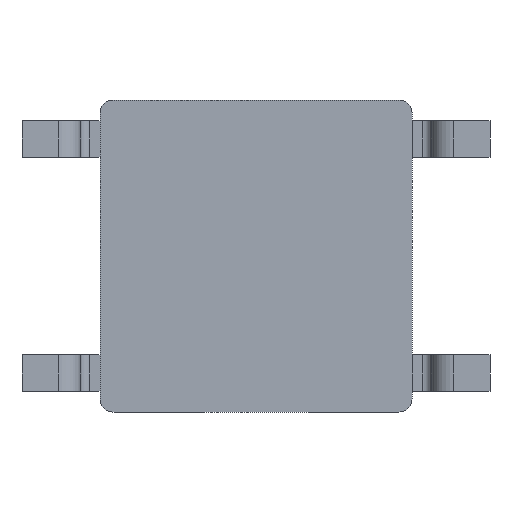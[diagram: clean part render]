
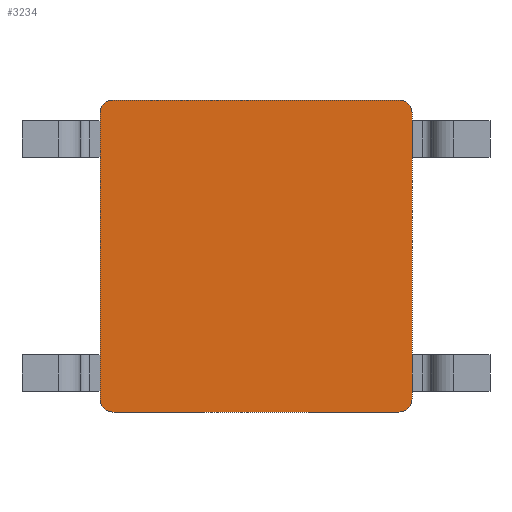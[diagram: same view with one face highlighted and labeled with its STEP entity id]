
A CAD part, front view. The second image highlights one B-rep face of the part: STEP entity #3234.
In plain terms, the highlighted planar face has unit normal (0, -1, 0).
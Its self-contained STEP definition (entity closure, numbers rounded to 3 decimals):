
#14 = VECTOR ( 'NONE', #2216, 1000. ) ;
#60 = CIRCLE ( 'NONE', #2711, 0.25 ) ;
#70 = LINE ( 'NONE', #2124, #14 ) ;
#84 = VECTOR ( 'NONE', #319, 1000. ) ;
#123 = FACE_OUTER_BOUND ( 'NONE', #477, .T. ) ;
#165 = CARTESIAN_POINT ( 'NONE',  ( -3., 0., 3. ) ) ;
#288 = DIRECTION ( 'NONE',  ( 0., -1., 0. ) ) ;
#319 = DIRECTION ( 'NONE',  ( 0., 0., -1. ) ) ;
#329 = ORIENTED_EDGE ( 'NONE', *, *, #2182, .T. ) ;
#475 = EDGE_CURVE ( 'NONE', #2050, #2739, #600, .T. ) ;
#477 = EDGE_LOOP ( 'NONE', ( #1787, #1728, #2817, #329, #3453, #2823, #2522, #1248 ) ) ;
#499 = DIRECTION ( 'NONE',  ( 0., 0., 1. ) ) ;
#568 = CARTESIAN_POINT ( 'NONE',  ( 3., 0., 3. ) ) ;
#583 = CIRCLE ( 'NONE', #3035, 0.25 ) ;
#600 = LINE ( 'NONE', #3775, #84 ) ;
#699 = DIRECTION ( 'NONE',  ( 0., 1., 0. ) ) ;
#801 = CARTESIAN_POINT ( 'NONE',  ( -2.75, 0., -2.75 ) ) ;
#936 = EDGE_CURVE ( 'NONE', #1307, #3709, #2571, .T. ) ;
#1080 = DIRECTION ( 'NONE',  ( 0., 0., 1. ) ) ;
#1182 = CIRCLE ( 'NONE', #2717, 0.25 ) ;
#1248 = ORIENTED_EDGE ( 'NONE', *, *, #3651, .T. ) ;
#1307 = VERTEX_POINT ( 'NONE', #2321 ) ;
#1367 = VECTOR ( 'NONE', #2640, 1000. ) ;
#1430 = CARTESIAN_POINT ( 'NONE',  ( 2.75, 0., -2.75 ) ) ;
#1464 = DIRECTION ( 'NONE',  ( 0., 0., 1. ) ) ;
#1488 = CARTESIAN_POINT ( 'NONE',  ( 2.75, 0., -3. ) ) ;
#1557 = PLANE ( 'NONE',  #3342 ) ;
#1611 = EDGE_CURVE ( 'NONE', #1307, #3752, #60, .T. ) ;
#1728 = ORIENTED_EDGE ( 'NONE', *, *, #1611, .T. ) ;
#1762 = CARTESIAN_POINT ( 'NONE',  ( 2.75, 0., 3. ) ) ;
#1787 = ORIENTED_EDGE ( 'NONE', *, *, #936, .F. ) ;
#2005 = DIRECTION ( 'NONE',  ( 0., -1., 0. ) ) ;
#2008 = DIRECTION ( 'NONE',  ( 0., -1., 0. ) ) ;
#2017 = EDGE_CURVE ( 'NONE', #2159, #3177, #3200, .T. ) ;
#2025 = CARTESIAN_POINT ( 'NONE',  ( -3., 0., 2.75 ) ) ;
#2050 = VERTEX_POINT ( 'NONE', #2264 ) ;
#2124 = CARTESIAN_POINT ( 'NONE',  ( 3., 0., -3. ) ) ;
#2148 = VERTEX_POINT ( 'NONE', #1488 ) ;
#2159 = VERTEX_POINT ( 'NONE', #2312 ) ;
#2180 = CARTESIAN_POINT ( 'NONE',  ( 0., 0., 0. ) ) ;
#2182 = EDGE_CURVE ( 'NONE', #2148, #2739, #1182, .T. ) ;
#2216 = DIRECTION ( 'NONE',  ( -1., 0., 0. ) ) ;
#2264 = CARTESIAN_POINT ( 'NONE',  ( 3., 0., 2.75 ) ) ;
#2312 = CARTESIAN_POINT ( 'NONE',  ( -2.75, 0., 3. ) ) ;
#2321 = CARTESIAN_POINT ( 'NONE',  ( -3., 0., -2.75 ) ) ;
#2464 = CARTESIAN_POINT ( 'NONE',  ( 3., 0., -2.75 ) ) ;
#2522 = ORIENTED_EDGE ( 'NONE', *, *, #2017, .F. ) ;
#2567 = CARTESIAN_POINT ( 'NONE',  ( -2.75, 0., -3. ) ) ;
#2571 = LINE ( 'NONE', #165, #3570 ) ;
#2608 = DIRECTION ( 'NONE',  ( 0., 0., 1. ) ) ;
#2636 = EDGE_CURVE ( 'NONE', #2148, #3752, #70, .T. ) ;
#2640 = DIRECTION ( 'NONE',  ( 1., 0., 0. ) ) ;
#2680 = DIRECTION ( 'NONE',  ( 0., 0., 1. ) ) ;
#2711 = AXIS2_PLACEMENT_3D ( 'NONE', #801, #2005, #2680 ) ;
#2717 = AXIS2_PLACEMENT_3D ( 'NONE', #1430, #2008, #2608 ) ;
#2739 = VERTEX_POINT ( 'NONE', #2464 ) ;
#2817 = ORIENTED_EDGE ( 'NONE', *, *, #2636, .F. ) ;
#2823 = ORIENTED_EDGE ( 'NONE', *, *, #3537, .T. ) ;
#2864 = AXIS2_PLACEMENT_3D ( 'NONE', #3147, #3124, #1080 ) ;
#2914 = CARTESIAN_POINT ( 'NONE',  ( 2.75, 0., 2.75 ) ) ;
#3035 = AXIS2_PLACEMENT_3D ( 'NONE', #2914, #288, #1464 ) ;
#3059 = DIRECTION ( 'NONE',  ( 0., 0., 1. ) ) ;
#3124 = DIRECTION ( 'NONE',  ( 0., -1., 0. ) ) ;
#3147 = CARTESIAN_POINT ( 'NONE',  ( -2.75, 0., 2.75 ) ) ;
#3177 = VERTEX_POINT ( 'NONE', #1762 ) ;
#3200 = LINE ( 'NONE', #568, #1367 ) ;
#3234 = ADVANCED_FACE ( 'NONE', ( #123 ), #1557, .F. ) ;
#3342 = AXIS2_PLACEMENT_3D ( 'NONE', #2180, #699, #3059 ) ;
#3453 = ORIENTED_EDGE ( 'NONE', *, *, #475, .F. ) ;
#3537 = EDGE_CURVE ( 'NONE', #2050, #3177, #583, .T. ) ;
#3570 = VECTOR ( 'NONE', #499, 1000. ) ;
#3581 = CIRCLE ( 'NONE', #2864, 0.25 ) ;
#3651 = EDGE_CURVE ( 'NONE', #2159, #3709, #3581, .T. ) ;
#3709 = VERTEX_POINT ( 'NONE', #2025 ) ;
#3752 = VERTEX_POINT ( 'NONE', #2567 ) ;
#3775 = CARTESIAN_POINT ( 'NONE',  ( 3., 0., 3. ) ) ;
